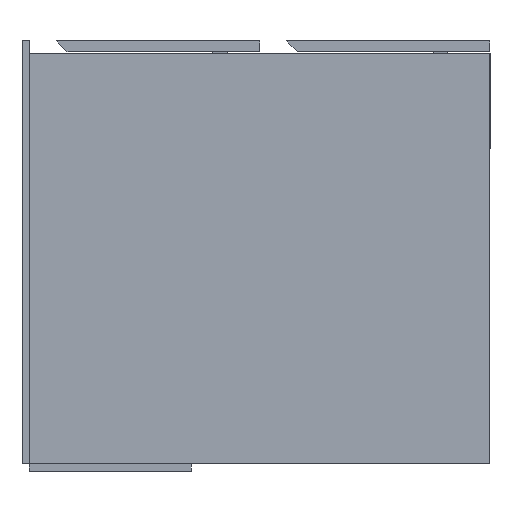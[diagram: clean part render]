
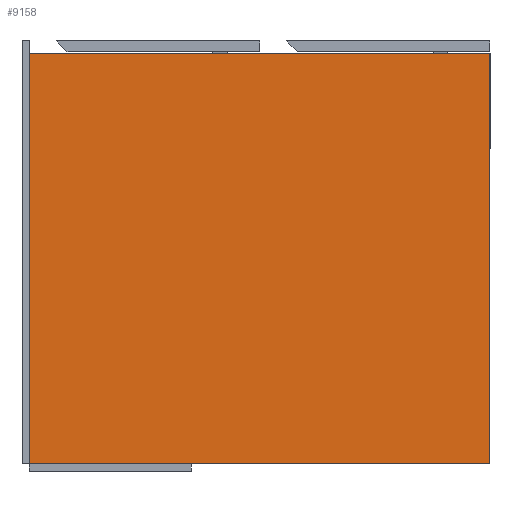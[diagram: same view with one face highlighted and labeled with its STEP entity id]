
A CAD part, left-side view. The second image highlights one B-rep face of the part: STEP entity #9158.
In plain terms, the highlighted planar face has unit normal (-1, 0, 0).
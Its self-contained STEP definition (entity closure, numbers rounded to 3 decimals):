
#280 = EDGE_CURVE ( 'NONE', #12550, #3116, #2128, .T. ) ;
#368 = ORIENTED_EDGE ( 'NONE', *, *, #1405, .T. ) ;
#503 = LINE ( 'NONE', #3475, #11507 ) ;
#1081 = CARTESIAN_POINT ( 'NONE',  ( 2., 0., -14. ) ) ;
#1082 = ORIENTED_EDGE ( 'NONE', *, *, #5726, .F. ) ;
#1405 = EDGE_CURVE ( 'NONE', #7162, #3116, #4214, .T. ) ;
#1497 = DIRECTION ( 'NONE',  ( 0., -1., 0. ) ) ;
#2128 = LINE ( 'NONE', #4040, #8411 ) ;
#2210 = VERTEX_POINT ( 'NONE', #3323 ) ;
#3116 = VERTEX_POINT ( 'NONE', #1081 ) ;
#3242 = EDGE_LOOP ( 'NONE', ( #1082, #7010, #368, #6642 ) ) ;
#3247 = DIRECTION ( 'NONE',  ( 0., 0., 1. ) ) ;
#3323 = CARTESIAN_POINT ( 'NONE',  ( 2., 512., -470. ) ) ;
#3475 = CARTESIAN_POINT ( 'NONE',  ( 2., 512., -470. ) ) ;
#3725 = CARTESIAN_POINT ( 'NONE',  ( 2., 968.396, -470. ) ) ;
#3779 = EDGE_CURVE ( 'NONE', #2210, #7162, #7872, .T. ) ;
#3957 = CARTESIAN_POINT ( 'NONE',  ( 2., 0., -470. ) ) ;
#4040 = CARTESIAN_POINT ( 'NONE',  ( 2., 968.396, -14. ) ) ;
#4214 = LINE ( 'NONE', #4275, #9453 ) ;
#4275 = CARTESIAN_POINT ( 'NONE',  ( 2., 0., -470. ) ) ;
#5588 = FACE_OUTER_BOUND ( 'NONE', #3242, .T. ) ;
#5726 = EDGE_CURVE ( 'NONE', #2210, #12550, #503, .T. ) ;
#6303 = CARTESIAN_POINT ( 'NONE',  ( 2., 512., -14. ) ) ;
#6642 = ORIENTED_EDGE ( 'NONE', *, *, #280, .F. ) ;
#7010 = ORIENTED_EDGE ( 'NONE', *, *, #3779, .T. ) ;
#7162 = VERTEX_POINT ( 'NONE', #3957 ) ;
#7523 = AXIS2_PLACEMENT_3D ( 'NONE', #3725, #10599, #11294 ) ;
#7872 = LINE ( 'NONE', #8306, #11286 ) ;
#8306 = CARTESIAN_POINT ( 'NONE',  ( 2., 968.396, -470. ) ) ;
#8411 = VECTOR ( 'NONE', #9019, 1000. ) ;
#9019 = DIRECTION ( 'NONE',  ( 0., -1., 0. ) ) ;
#9158 = ADVANCED_FACE ( 'NONE', ( #5588 ), #9693, .F. ) ;
#9453 = VECTOR ( 'NONE', #3247, 1000. ) ;
#9693 = PLANE ( 'NONE',  #7523 ) ;
#10599 = DIRECTION ( 'NONE',  ( 1., 0., 0. ) ) ;
#11286 = VECTOR ( 'NONE', #1497, 1000. ) ;
#11294 = DIRECTION ( 'NONE',  ( 0., 0., -1. ) ) ;
#11507 = VECTOR ( 'NONE', #12183, 1000. ) ;
#12183 = DIRECTION ( 'NONE',  ( 0., 0., 1. ) ) ;
#12550 = VERTEX_POINT ( 'NONE', #6303 ) ;
